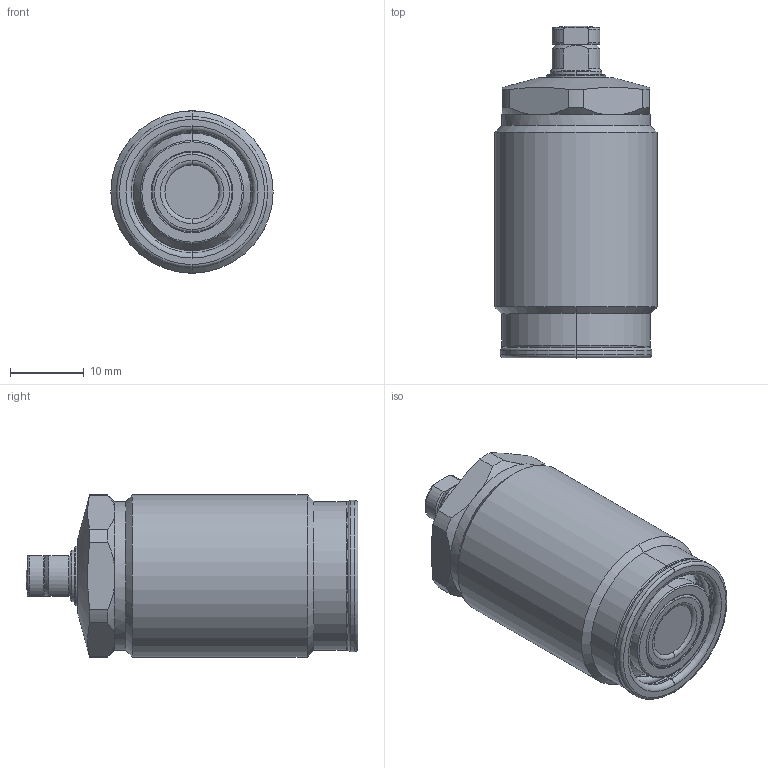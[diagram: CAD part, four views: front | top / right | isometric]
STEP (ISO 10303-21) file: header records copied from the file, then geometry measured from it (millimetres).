
FILE_DESCRIPTION(/* description */ (''),/* implementation_level */ '2;1');
FILE_NAME(/* name */ 'TSC22-S.stp',/* time_stamp */ '2025-01-10T15:08:07+08:00',/* author */ (''),/* organization */ (''),/* preprocessor_version */ 'ST-DEVELOPER v16.7',/* originating_system */ 'SIEMENS PLM Software NX 12.0',/* authorisation */ '');
FILE_SCHEMA (('AUTOMOTIVE_DESIGN { 1 0 10303 214 3 1 1 1 }'));
Length unit declared in the file: millimetre
Products named in the file (7): XLD-M4_Oring736; XLD-M4_contactbolt737; TSC22-S-003; TSC22-S-04; TSC22-S-02; TSC22-S-01; TSC22-S_stp
Assembly tree (6 placements, depth 3):
  TSC22-S_stp
    TSC22-S-01
      XLD-M4_contactbolt737
      XLD-M4_Oring736
    TSC22-S-02
    TSC22-S-04
    TSC22-S-003
Bounding box: 22 x 45 x 22 mm (x, y, z)
Volume: 13674.6 mm3; surface area: 4538.8 mm2
Topology: 5 solids, 5 shells, 158 faces, 339 edges, 198 vertices
Faces by surface type: torus 48, cylinder 44, plane 34, cone 30, sphere 2
Full cylindrical faces by diameter (mm): 20.2 x1, 22 x1
Entity records: 4586 total; most frequent: CARTESIAN_POINT 914, DIRECTION 846, ORIENTED_EDGE 670, AXIS2_PLACEMENT_3D 380, EDGE_CURVE 335, CIRCLE 215, VERTEX_POINT 198, EDGE_LOOP 173
